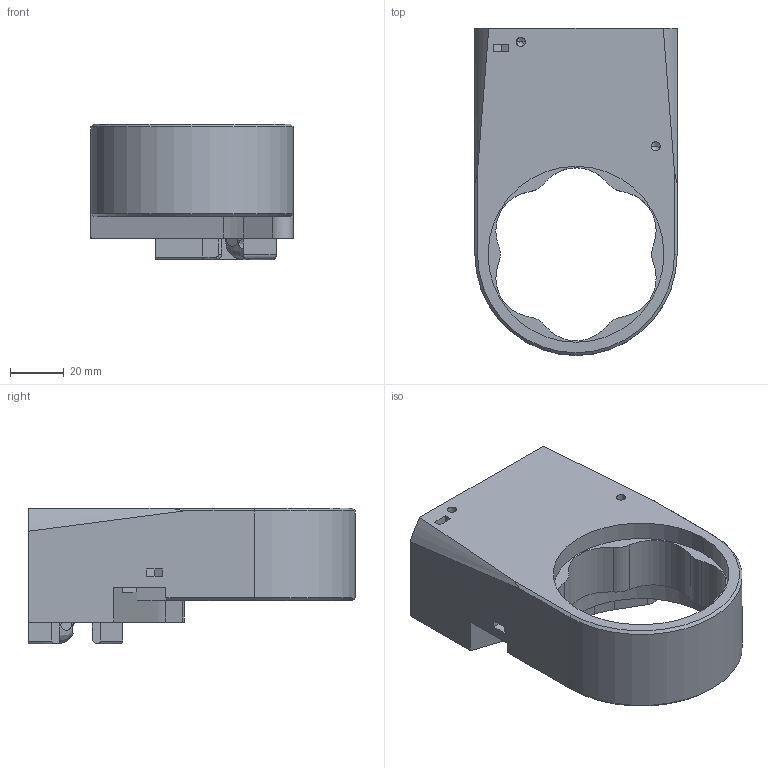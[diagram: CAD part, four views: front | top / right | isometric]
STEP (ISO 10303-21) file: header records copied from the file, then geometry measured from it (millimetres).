
FILE_DESCRIPTION (( 'STEP AP214' ), '1' );
FILE_NAME ('cycloid_housing.STEP', '2025-03-31T14:03:35', ( '' ), ( '' ), 'SwSTEP 2.0', 'SolidWorks 2025', '' );
FILE_SCHEMA (( 'AUTOMOTIVE_DESIGN' ));
Length unit declared in the file: millimetre
Products named in the file (1): cycloid_housing_housing_rotation_elbow
Bounding box: 75 x 121.2 x 50.2 mm (x, y, z)
Volume: 160474.7 mm3; surface area: 42357.8 mm2
Topology: 1 solids, 1 shells, 227 faces, 620 edges, 393 vertices
Faces by surface type: plane 110, cylinder 71, bspline 23, cone 18, torus 5
Entity records: 8333 total; most frequent: CARTESIAN_POINT 2731, ORIENTED_EDGE 1212, DIRECTION 1083, EDGE_CURVE 606, VERTEX_POINT 393, LINE 387, VECTOR 387, AXIS2_PLACEMENT_3D 348
